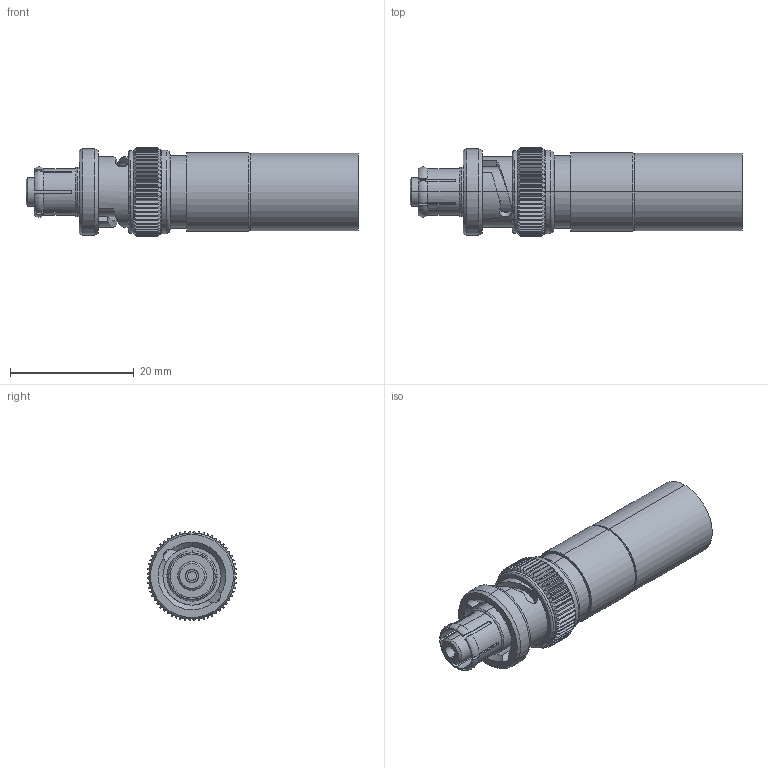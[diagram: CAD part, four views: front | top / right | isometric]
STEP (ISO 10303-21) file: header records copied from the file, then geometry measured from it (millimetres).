
FILE_DESCRIPTION (( 'STEP AP214' ), '1' );
FILE_NAME ('FMCN45905_3D.step', '2023-05-10T17:46:42', ( '' ), ( '' ), 'SwSTEP 2.0', 'SolidWorks 2022', '' );
FILE_SCHEMA (( 'AUTOMOTIVE_DESIGN' ));
Length unit declared in the file: inch
Products named in the file (1): FMCN45905_3D
Bounding box: 53.58 x 14.47 x 14.47 mm (x, y, z)
Volume: 4091.1 mm3; surface area: 4810.7 mm2
Topology: 3 solids, 3 shells, 360 faces, 1002 edges, 654 vertices
Faces by surface type: plane 189, cylinder 127, cone 23, bspline 12, torus 9
Entity records: 13408 total; most frequent: CARTESIAN_POINT 4597, ORIENTED_EDGE 2000, DIRECTION 1638, EDGE_CURVE 1000, VERTEX_POINT 654, AXIS2_PLACEMENT_3D 639, EDGE_LOOP 376, LINE 360
